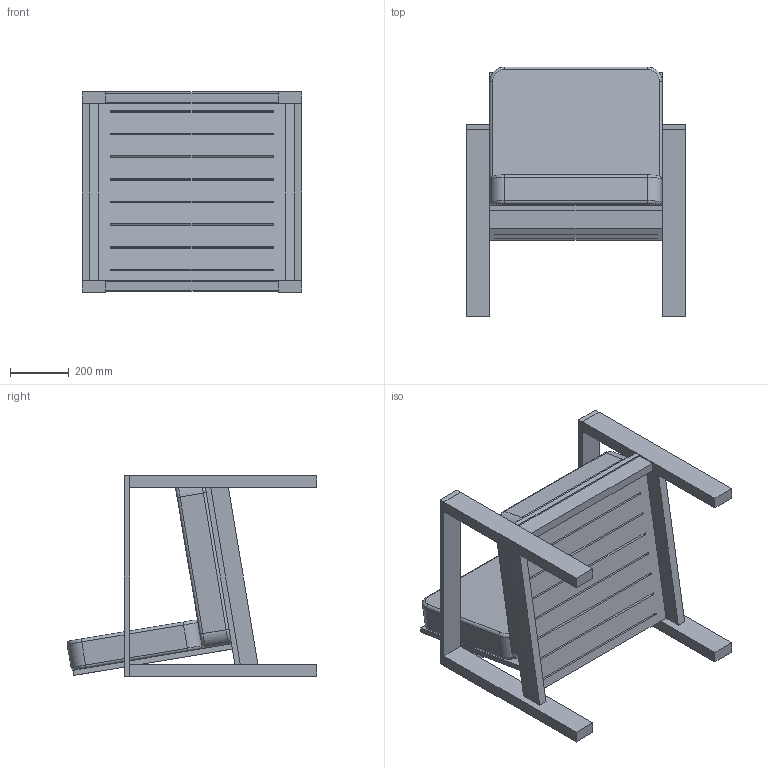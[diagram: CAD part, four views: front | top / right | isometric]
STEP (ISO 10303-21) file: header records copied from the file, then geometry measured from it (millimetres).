
FILE_DESCRIPTION (( 'STEP AP214' ), '1' );
FILE_NAME ('Woodem Lounge Chair.STEP', '2025-09-24T15:56:23', ( '' ), ( '' ), 'SwSTEP 2.0', 'SolidWorks 2024', '' );
FILE_SCHEMA (( 'AUTOMOTIVE_DESIGN' ));
Length unit declared in the file: millimetre
Products named in the file (12): Base Foam; Bracing; Rear Left Leg; Back Rest; Arm Rest; Side Bracing rev1; Base Chair rev1; Woodem Lounge Chair; Back Foam; Front Right Leg; Rear Right Leg; Front Leg Left Leg
Assembly tree (14 placements, depth 2):
  Woodem Lounge Chair
    Front Leg Left Leg
    Bracing  x2
    Rear Left Leg
    Front Right Leg
    Rear Right Leg
    Side Bracing rev1  x2
    Arm Rest  x2
    Base Chair rev1
    Back Rest
    Base Foam
    Back Foam
Bounding box: 745 x 847.11 x 680 mm (x, y, z)
Volume: 86165156.5 mm3; surface area: 4791964.2 mm2
Topology: 14 solids, 14 shells, 287 faces, 690 edges, 448 vertices
Faces by surface type: plane 207, cylinder 64, torus 16
Entity records: 7709 total; most frequent: DIRECTION 1282, CARTESIAN_POINT 1264, ORIENTED_EDGE 1212, EDGE_CURVE 606, LINE 462, VECTOR 462, AXIS2_PLACEMENT_3D 410, VERTEX_POINT 392
